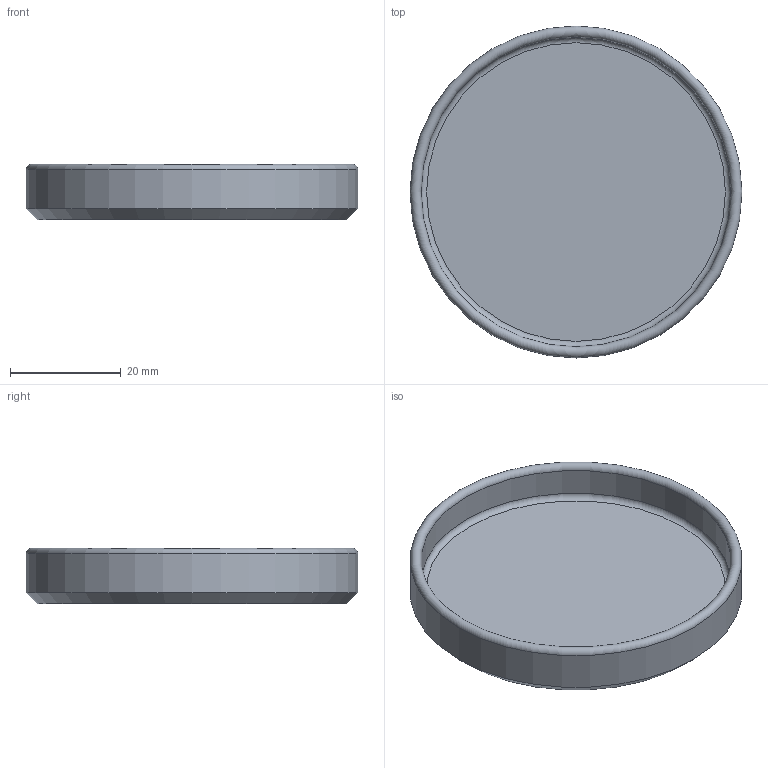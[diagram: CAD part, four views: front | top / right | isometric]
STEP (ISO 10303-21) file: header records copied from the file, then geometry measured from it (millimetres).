
FILE_DESCRIPTION(/* description */ (''),/* implementation_level */ '2;1');
FILE_NAME(/* name */ 'Ricoh GR III Lens Cap c&m v1 outline logo.step',/* time_stamp */ '2024-05-06T22:03:19-07:00',/* author */ (''),/* organization */ (''),/* preprocessor_version */ 'ST-DEVELOPER v20',/* originating_system */ 'Autodesk Translation Framework v12.20.1.177',/* authorisation */ '');
FILE_SCHEMA (('AUTOMOTIVE_DESIGN { 1 0 10303 214 3 1 1 }'));
Length unit declared in the file: millimetre
Products named in the file (1): Ricoh GR III Lens Cap c&m
Bounding box: 60 x 60 x 10 mm (x, y, z)
Volume: 10540.2 mm3; surface area: 8732.1 mm2
Topology: 1 solids, 1 shells, 167 faces, 462 edges, 307 vertices
Faces by surface type: bspline 104, plane 58, cylinder 2, torus 2, cone 1
Full cylindrical faces by diameter (mm): 56 x1, 60 x1
Entity records: 7550 total; most frequent: CARTESIAN_POINT 4077, ORIENTED_EDGE 924, EDGE_CURVE 462, DIRECTION 333, VERTEX_POINT 307, B_SPLINE_CURVE_WITH_KNOTS 266, LINE 187, VECTOR 187
